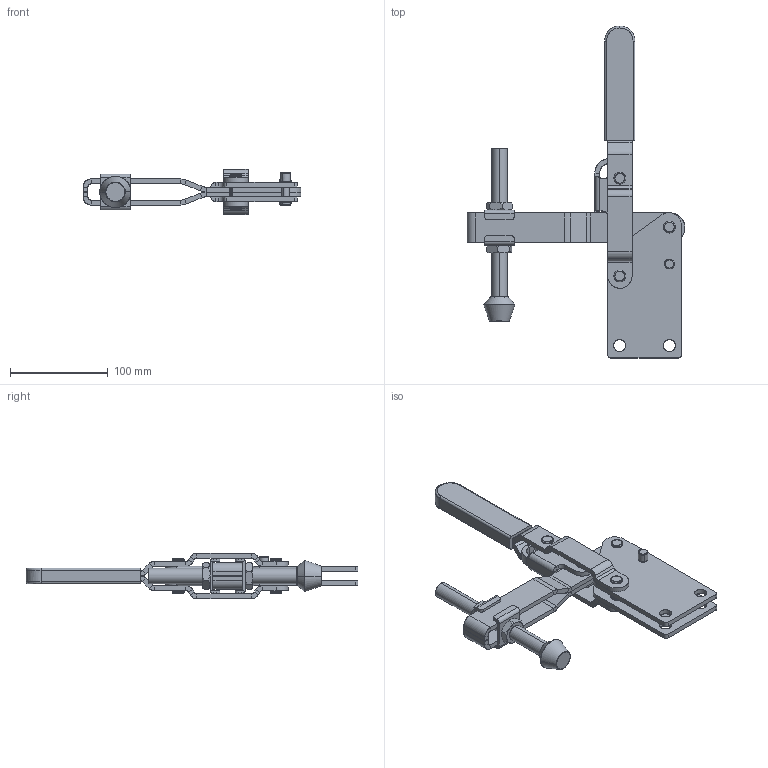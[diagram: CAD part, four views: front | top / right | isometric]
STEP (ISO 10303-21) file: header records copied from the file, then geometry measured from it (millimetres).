
FILE_DESCRIPTION(('CATIA V5 STEP Exchange'),'2;1');
FILE_NAME('TD2-67UB.stp','2012-05-14T13:06:01+00:00',('none'),('none'),'CATIA Version 5 Release 19 SP 3 (IN-10)','CATIA V5 STEP AP203','none');
FILE_SCHEMA(('CONFIG_CONTROL_DESIGN'));
Products named in the file (1): 267-UB
Bounding box: 222.66 x 339.35 x 46.2 mm (x, y, z)
Surface area: 130972.2 mm2 (no closed solid volume)
Topology: 0 solids, 517 shells, 521 faces, 5324 edges, 5320 vertices
Faces by surface type: plane 277, cylinder 168, bspline 52, revolution 24
Entity records: 49004 total; most frequent: CARTESIAN_POINT 23204, ORIENTED_EDGE 5328, EDGE_CURVE 5324, VERTEX_POINT 5320, B_SPLINE_CURVE_WITH_KNOTS 5116, DIRECTION 954, EDGE_LOOP 567, ADVANCED_FACE 521
